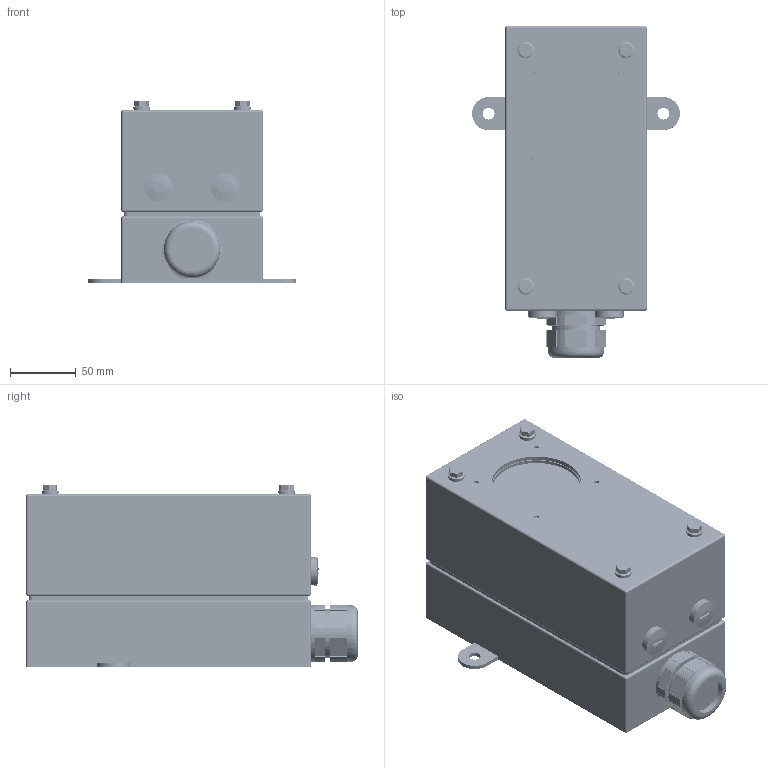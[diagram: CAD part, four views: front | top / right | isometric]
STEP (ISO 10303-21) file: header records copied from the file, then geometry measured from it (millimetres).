
FILE_DESCRIPTION (( 'STEP AP203' ), '1' );
FILE_NAME ('L7-EO.STEP', '2022-02-22T20:36:36', ( '' ), ( '' ), 'SwSTEP 2.0', 'SolidWorks 2021', '' );
FILE_SCHEMA (( 'CONFIG_CONTROL_DESIGN' ));
Length unit declared in the file: inch
Products named in the file (26): 800003_DEFAULT; 93625A200; 200453; 500304; 93635A251_93635A251; PG29-I01; PG29-N01; SP-M6-1; RSC62200; 400200; PG29-01-01-01-01_.060 GAP; 200434; PG11-I04; PG29-S01; PG11-N03; 200435; 91292A132_91292A132; 200416; 200415; 200309; 800002_DEFAULT; 93625A150; L7-EO; 400101; PG11-S01; PG29-B01
Assembly tree (50 placements, depth 3):
  L7-EO
    200416
      200415
      SP-M6-1  x4
      800003_DEFAULT  x3
    400200
    200435
      200434
      800002_DEFAULT  x4
    PG29-01-01-01-01_.060 GAP
      PG29-B01
      PG29-I01
      PG29-S01
      PG29-N01
    400101
    500304
    200309
    PG11-N03  x2
    PG11-I04  x2
    PG11-S01  x2
    200453
    93625A200  x7
    RSC62200  x4
    93635A251_93635A251  x4
    91292A132_91292A132  x2
    93625A150  x2
Bounding box: 158.75 x 253.17 x 139.38 mm (x, y, z)
Volume: 442330.9 mm3; surface area: 418894.3 mm2
Topology: 71 solids, 71 shells, 3020 faces, 8025 edges, 5206 vertices
Faces by surface type: cylinder 1828, plane 679, cone 366, bspline 112, torus 23, sphere 12
Entity records: 89306 total; most frequent: CARTESIAN_POINT 57977, ORIENTED_EDGE 6370, DIRECTION 5297, EDGE_CURVE 3185, VERTEX_POINT 2053, AXIS2_PLACEMENT_3D 1984, EDGE_LOOP 1366, LINE 1329
